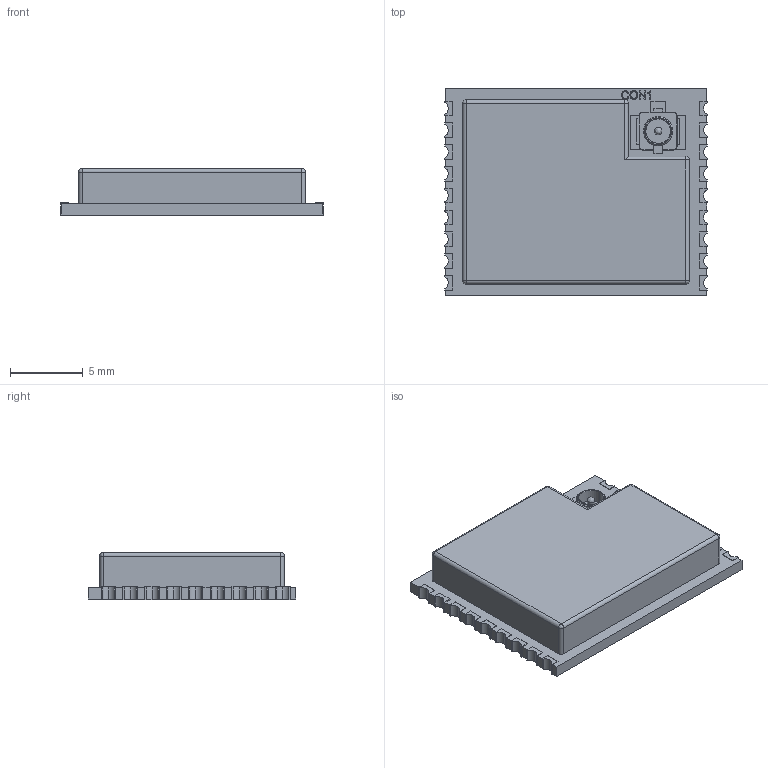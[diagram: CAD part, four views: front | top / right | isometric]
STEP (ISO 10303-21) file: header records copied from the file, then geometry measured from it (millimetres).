
FILE_DESCRIPTION (( 'STEP AP214' ), '1' );
FILE_NAME ('User Library-ESP-WROOM-02U.STEP', '2020-07-28T23:15:02', ( '' ), ( '' ), 'SwSTEP 2.0', 'SolidWorks 2020', '' );
FILE_SCHEMA (( 'AUTOMOTIVE_DESIGN' ));
Length unit declared in the file: millimetre
Products named in the file (1): User Library-ESP-WROOM-02U
Bounding box: 18.07 x 14.3 x 3.23 mm (x, y, z)
Volume: 644.2 mm3; surface area: 727.2 mm2
Topology: 1 solids, 1 shells, 422 faces, 1179 edges, 753 vertices
Faces by surface type: plane 245, cylinder 89, bspline 82, cone 6
Entity records: 16624 total; most frequent: CARTESIAN_POINT 3658, ORIENTED_EDGE 2326, DIRECTION 1937, EDGE_CURVE 1163, VECTOR 833, LINE 833, VERTEX_POINT 753, AXIS2_PLACEMENT_3D 552
